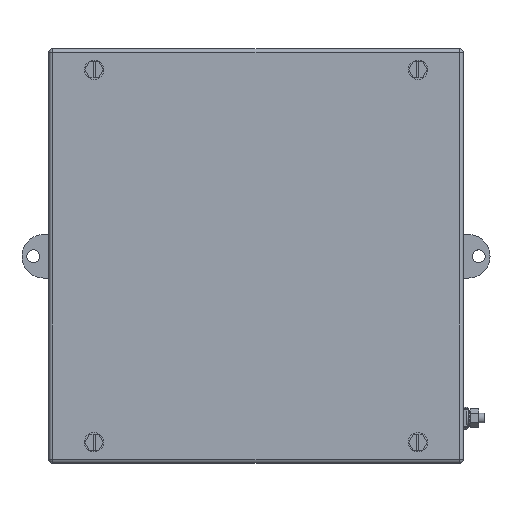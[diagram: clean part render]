
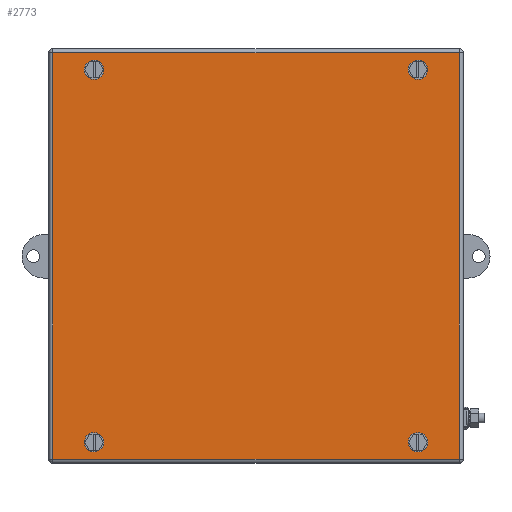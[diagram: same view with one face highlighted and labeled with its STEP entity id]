
A CAD part, top view. The second image highlights one B-rep face of the part: STEP entity #2773.
In plain terms, the highlighted planar face has unit normal (0, 0, 1).
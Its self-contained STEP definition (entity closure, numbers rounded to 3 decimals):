
#2553=AXIS2_PLACEMENT_3D('Circle Axis2P3D',#2551,#2552,$) ;
#2579=AXIS2_PLACEMENT_3D('Circle Axis2P3D',#2577,#2578,$) ;
#2596=AXIS2_PLACEMENT_3D('Circle Axis2P3D',#2594,#2595,$) ;
#2622=AXIS2_PLACEMENT_3D('Circle Axis2P3D',#2620,#2621,$) ;
#2639=AXIS2_PLACEMENT_3D('Circle Axis2P3D',#2637,#2638,$) ;
#2665=AXIS2_PLACEMENT_3D('Circle Axis2P3D',#2663,#2664,$) ;
#2682=AXIS2_PLACEMENT_3D('Circle Axis2P3D',#2680,#2681,$) ;
#2708=AXIS2_PLACEMENT_3D('Circle Axis2P3D',#2706,#2707,$) ;
#2721=AXIS2_PLACEMENT_3D('Plane Axis2P3D',#2718,#2719,#2720) ;
#2551=CARTESIAN_POINT('Axis2P3D Location',(44.5,13.,123.)) ;
#2555=CARTESIAN_POINT('Vertex',(47.25,13.,123.)) ;
#2557=CARTESIAN_POINT('Vertex',(41.75,13.,123.)) ;
#2577=CARTESIAN_POINT('Axis2P3D Location',(44.5,13.,123.)) ;
#2594=CARTESIAN_POINT('Axis2P3D Location',(244.5,243.,123.)) ;
#2598=CARTESIAN_POINT('Vertex',(241.75,243.,123.)) ;
#2600=CARTESIAN_POINT('Vertex',(247.25,243.,123.)) ;
#2620=CARTESIAN_POINT('Axis2P3D Location',(244.5,243.,123.)) ;
#2637=CARTESIAN_POINT('Axis2P3D Location',(244.5,13.,123.)) ;
#2641=CARTESIAN_POINT('Vertex',(241.75,13.,123.)) ;
#2643=CARTESIAN_POINT('Vertex',(247.25,13.,123.)) ;
#2663=CARTESIAN_POINT('Axis2P3D Location',(244.5,13.,123.)) ;
#2680=CARTESIAN_POINT('Axis2P3D Location',(44.5,243.,123.)) ;
#2684=CARTESIAN_POINT('Vertex',(47.25,243.,123.)) ;
#2686=CARTESIAN_POINT('Vertex',(41.75,243.,123.)) ;
#2706=CARTESIAN_POINT('Axis2P3D Location',(44.5,243.,123.)) ;
#2718=CARTESIAN_POINT('Axis2P3D Location',(144.5,128.,123.)) ;
#2723=CARTESIAN_POINT('Line Origine',(144.5,2.6,123.)) ;
#2727=CARTESIAN_POINT('Vertex',(269.9,2.6,123.)) ;
#2729=CARTESIAN_POINT('Vertex',(19.1,2.6,123.)) ;
#2732=CARTESIAN_POINT('Line Origine',(269.9,128.,123.)) ;
#2736=CARTESIAN_POINT('Vertex',(269.9,253.4,123.)) ;
#2739=CARTESIAN_POINT('Line Origine',(144.5,253.4,123.)) ;
#2743=CARTESIAN_POINT('Vertex',(19.1,253.4,123.)) ;
#2746=CARTESIAN_POINT('Line Origine',(19.1,128.,123.)) ;
#2552=DIRECTION('Axis2P3D Direction',(0.,0.,-1.)) ;
#2578=DIRECTION('Axis2P3D Direction',(0.,0.,-1.)) ;
#2595=DIRECTION('Axis2P3D Direction',(0.,0.,-1.)) ;
#2621=DIRECTION('Axis2P3D Direction',(0.,0.,-1.)) ;
#2638=DIRECTION('Axis2P3D Direction',(0.,0.,-1.)) ;
#2664=DIRECTION('Axis2P3D Direction',(0.,0.,-1.)) ;
#2681=DIRECTION('Axis2P3D Direction',(0.,0.,-1.)) ;
#2707=DIRECTION('Axis2P3D Direction',(0.,0.,-1.)) ;
#2719=DIRECTION('Axis2P3D Direction',(0.,0.,-1.)) ;
#2720=DIRECTION('Axis2P3D XDirection',(1.,0.,0.)) ;
#2724=DIRECTION('Vector Direction',(1.,0.,0.)) ;
#2733=DIRECTION('Vector Direction',(0.,-1.,0.)) ;
#2740=DIRECTION('Vector Direction',(-1.,0.,0.)) ;
#2747=DIRECTION('Vector Direction',(0.,1.,0.)) ;
#2725=VECTOR('Line Direction',#2724,1.) ;
#2734=VECTOR('Line Direction',#2733,1.) ;
#2741=VECTOR('Line Direction',#2740,1.) ;
#2748=VECTOR('Line Direction',#2747,1.) ;
#2752=ORIENTED_EDGE('',*,*,#2731,.F.) ;
#2753=ORIENTED_EDGE('',*,*,#2738,.F.) ;
#2754=ORIENTED_EDGE('',*,*,#2745,.F.) ;
#2755=ORIENTED_EDGE('',*,*,#2750,.F.) ;
#2758=ORIENTED_EDGE('',*,*,#2581,.T.) ;
#2759=ORIENTED_EDGE('',*,*,#2559,.T.) ;
#2762=ORIENTED_EDGE('',*,*,#2667,.T.) ;
#2763=ORIENTED_EDGE('',*,*,#2645,.T.) ;
#2766=ORIENTED_EDGE('',*,*,#2710,.T.) ;
#2767=ORIENTED_EDGE('',*,*,#2688,.T.) ;
#2770=ORIENTED_EDGE('',*,*,#2624,.T.) ;
#2771=ORIENTED_EDGE('',*,*,#2602,.T.) ;
#2760=FACE_BOUND('',#2757,.T.) ;
#2764=FACE_BOUND('',#2761,.T.) ;
#2768=FACE_BOUND('',#2765,.T.) ;
#2772=FACE_BOUND('',#2769,.T.) ;
#2773=ADVANCED_FACE('Cover',(#2756,#2760,#2764,#2768,#2772),#2722,.F.) ;
#2554=CIRCLE('generated circle',#2553,2.75) ;
#2580=CIRCLE('generated circle',#2579,2.75) ;
#2597=CIRCLE('generated circle',#2596,2.75) ;
#2623=CIRCLE('generated circle',#2622,2.75) ;
#2640=CIRCLE('generated circle',#2639,2.75) ;
#2666=CIRCLE('generated circle',#2665,2.75) ;
#2683=CIRCLE('generated circle',#2682,2.75) ;
#2709=CIRCLE('generated circle',#2708,2.75) ;
#2559=EDGE_CURVE('',#2556,#2558,#2554,.T.) ;
#2581=EDGE_CURVE('',#2558,#2556,#2580,.T.) ;
#2602=EDGE_CURVE('',#2599,#2601,#2597,.T.) ;
#2624=EDGE_CURVE('',#2601,#2599,#2623,.T.) ;
#2645=EDGE_CURVE('',#2642,#2644,#2640,.T.) ;
#2667=EDGE_CURVE('',#2644,#2642,#2666,.T.) ;
#2688=EDGE_CURVE('',#2685,#2687,#2683,.T.) ;
#2710=EDGE_CURVE('',#2687,#2685,#2709,.T.) ;
#2731=EDGE_CURVE('',#2728,#2730,#2726,.F.) ;
#2738=EDGE_CURVE('',#2737,#2728,#2735,.T.) ;
#2745=EDGE_CURVE('',#2744,#2737,#2742,.F.) ;
#2750=EDGE_CURVE('',#2730,#2744,#2749,.T.) ;
#2751=EDGE_LOOP('',(#2752,#2753,#2754,#2755)) ;
#2757=EDGE_LOOP('',(#2758,#2759)) ;
#2761=EDGE_LOOP('',(#2762,#2763)) ;
#2765=EDGE_LOOP('',(#2766,#2767)) ;
#2769=EDGE_LOOP('',(#2770,#2771)) ;
#2756=FACE_OUTER_BOUND('',#2751,.T.) ;
#2726=LINE('Line',#2723,#2725) ;
#2735=LINE('Line',#2732,#2734) ;
#2742=LINE('Line',#2739,#2741) ;
#2749=LINE('Line',#2746,#2748) ;
#2722=PLANE('',#2721) ;
#2556=VERTEX_POINT('',#2555) ;
#2558=VERTEX_POINT('',#2557) ;
#2599=VERTEX_POINT('',#2598) ;
#2601=VERTEX_POINT('',#2600) ;
#2642=VERTEX_POINT('',#2641) ;
#2644=VERTEX_POINT('',#2643) ;
#2685=VERTEX_POINT('',#2684) ;
#2687=VERTEX_POINT('',#2686) ;
#2728=VERTEX_POINT('',#2727) ;
#2730=VERTEX_POINT('',#2729) ;
#2737=VERTEX_POINT('',#2736) ;
#2744=VERTEX_POINT('',#2743) ;
